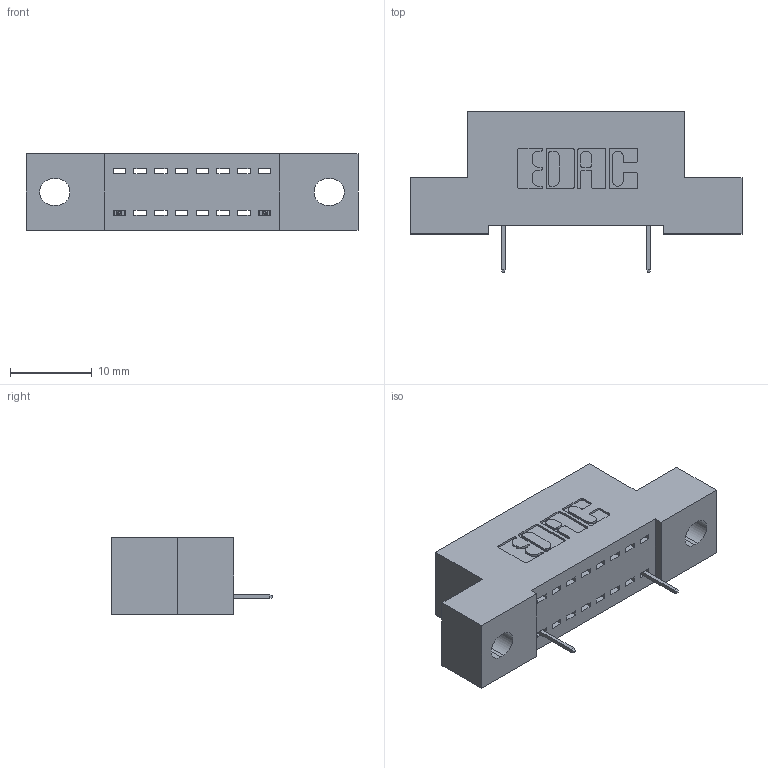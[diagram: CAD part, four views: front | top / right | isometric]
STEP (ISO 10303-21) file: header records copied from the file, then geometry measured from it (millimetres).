
FILE_DESCRIPTION (( 'STEP AP203' ), '1' );
FILE_NAME ('392-008-524-102.STEP', '2018-08-14T19:15:09', ( '' ), ( '' ), 'SwSTEP 2.0', 'SolidWorks 2016', '' );
FILE_SCHEMA (( 'CONFIG_CONTROL_DESIGN' ));
Length unit declared in the file: inch
Products named in the file (3): 392-008-524-102; 342 Part_.128 Slot; 345-292-001_345-293-124
Assembly tree (3 placements, depth 2):
  392-008-524-102
    342 Part_.128 Slot
    345-292-001_345-293-124  x2
Bounding box: 40.64 x 19.69 x 9.4 mm (x, y, z)
Volume: 3309.4 mm3; surface area: 3604.4 mm2
Topology: 3 solids, 3 shells, 310 faces, 923 edges, 606 vertices
Faces by surface type: plane 238, cylinder 72
Entity records: 9173 total; most frequent: CARTESIAN_POINT 1620, ORIENTED_EDGE 1570, DIRECTION 1429, EDGE_CURVE 785, LINE 661, VECTOR 661, VERTEX_POINT 518, AXIS2_PLACEMENT_3D 384
